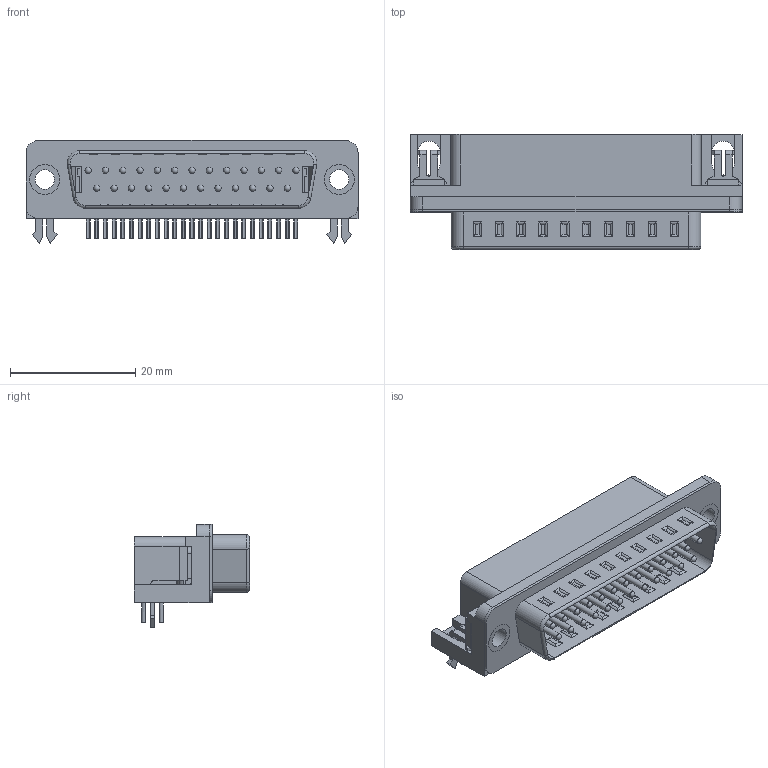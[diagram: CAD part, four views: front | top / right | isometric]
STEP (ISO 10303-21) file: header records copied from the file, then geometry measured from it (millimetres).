
FILE_DESCRIPTION(/* description */ ('Unknown'),/* implementation_level */ '2;1');
FILE_NAME(/* name */ '618025211721',/* time_stamp */ '2018-11-07T09:12:20+01:00',/* author */ ('Unknown'),/* organization */ ('Unknown'),/* preprocessor_version */ 'ST-DEVELOPER v16.7',/* originating_system */ 'DEX',/* authorisation */ $);
FILE_SCHEMA (('AUTOMOTIVE_DESIGN {1 0 10303 214 3 1 1}'));
Length unit declared in the file: millimetre
Products named in the file (8): 6180xx211721; 6180252xxx21; 6180252xxx21_ARRIERE; 6180xx2xxx21_PIN_COURTE; 6180xx2xxx21_PIN_LONGUE; 6180xx2xxx21_CLIP; 6180xx2xxx21_SERRAGE
Assembly tree (32 placements, depth 2):
  6180xx211721
    6180252xxx21
    6180252xxx21_ARRIERE
    6180252xxx21
    6180xx2xxx21_PIN_COURTE  x12
    6180xx2xxx21_PIN_LONGUE  x13
    6180xx2xxx21_CLIP  x2
    6180xx2xxx21_SERRAGE  x2
Bounding box: 53.1 x 18.4 x 16.5 mm (x, y, z)
Volume: 5282.3 mm3; surface area: 11249.7 mm2
Topology: 32 solids, 32 shells, 1543 faces, 3962 edges, 2467 vertices
Faces by surface type: plane 788, bspline 375, cylinder 316, cone 31, sphere 25, torus 8
Full cylindrical faces by diameter (mm): 0.7 x12, 0.8 x13, 1 x50, 3.121 x2, 4 x8
Entity records: 26630 total; most frequent: CARTESIAN_POINT 8011, ORIENTED_EDGE 3746, DIRECTION 3668, EDGE_CURVE 1873, LINE 1484, VECTOR 1484, VERTEX_POINT 1255, AXIS2_PLACEMENT_3D 1092
